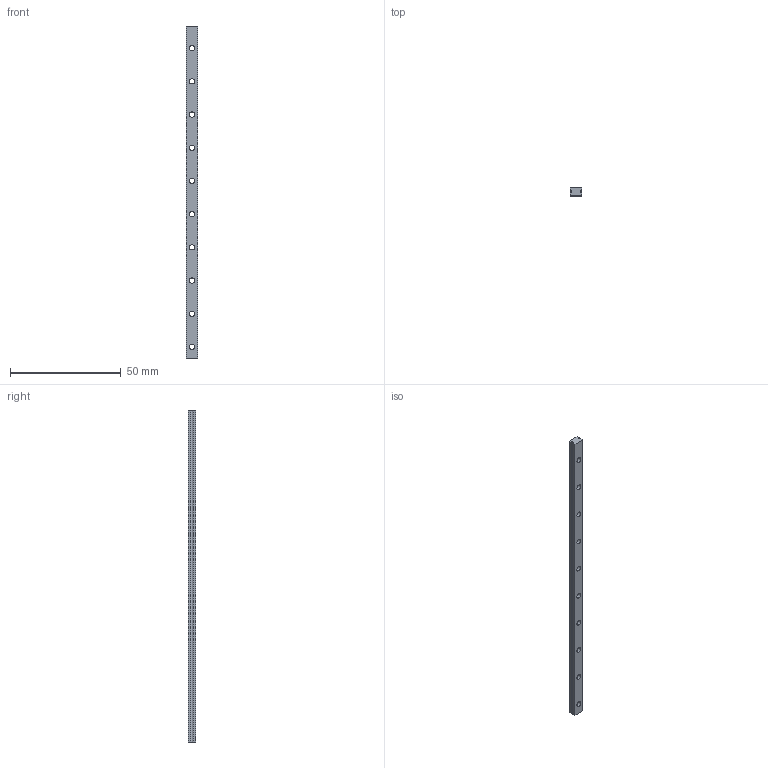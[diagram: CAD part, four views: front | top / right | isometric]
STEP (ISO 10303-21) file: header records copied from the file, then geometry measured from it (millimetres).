
FILE_DESCRIPTION(('FreeCAD Model'),'2;1');
FILE_NAME('Open CASCADE Shape Model','2024-08-19T23:29:29',(''),(''), 'Open CASCADE STEP processor 7.6','FreeCAD','Unknown');
FILE_SCHEMA(('AUTOMOTIVE_DESIGN { 1 0 10303 214 1 1 1 1 }'));
Length unit declared in the file: millimetre
Products named in the file (1): LinearRail
Bounding box: 5 x 3.6 x 150 mm (x, y, z)
Volume: 2338.8 mm3; surface area: 3020.3 mm2
Topology: 1 solids, 1 shells, 40 faces, 84 edges, 56 vertices
Faces by surface type: cylinder 22, plane 18
Full cylindrical faces by diameter (mm): 2.4 x10, 3.6 x10
Entity records: 2288 total; most frequent: CARTESIAN_POINT 433, DIRECTION 364, ORIENTED_EDGE 168, PCURVE 168, DEFINITIONAL_REPRESENTATION 168, LINE 164, VECTOR 164, AXIS2_PLACEMENT_3D 85
